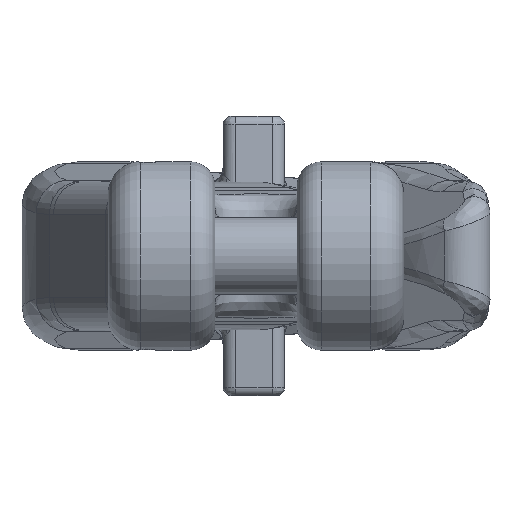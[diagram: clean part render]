
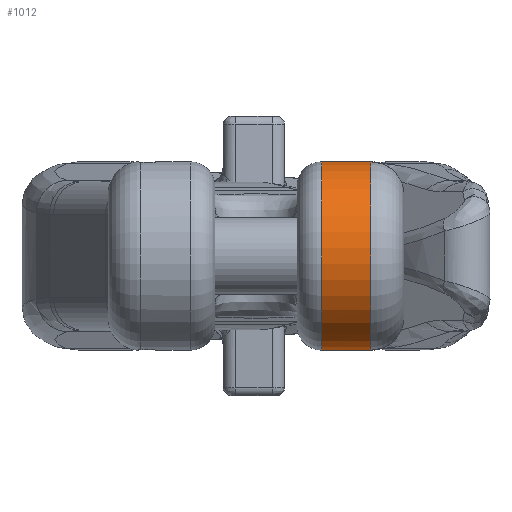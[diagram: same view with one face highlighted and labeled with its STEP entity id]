
A CAD part, left-side view. The second image highlights one B-rep face of the part: STEP entity #1012.
In plain terms, the highlighted cylindrical face has radius 11.5 mm (diameter 23 mm), a partial arc.
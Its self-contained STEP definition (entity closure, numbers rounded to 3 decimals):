
#442=CYLINDRICAL_SURFACE('',#7426,11.5);
#575=FACE_OUTER_BOUND('',#2644,.T.);
#1012=ADVANCED_FACE('',(#575),#442,.T.);
#1576=CIRCLE('',#7424,11.5);
#1577=CIRCLE('',#7425,11.5);
#1896=LINE('',#12047,#2239);
#1897=LINE('',#12051,#2240);
#2239=VECTOR('',#8090,1.);
#2240=VECTOR('',#8093,1.);
#2644=EDGE_LOOP('',(#3440,#3441,#3442,#3443,#3444,#3445));
#3440=ORIENTED_EDGE('',*,*,#6160,.T.);
#3441=ORIENTED_EDGE('',*,*,#6161,.T.);
#3442=ORIENTED_EDGE('',*,*,#6162,.T.);
#3443=ORIENTED_EDGE('',*,*,#6163,.T.);
#3444=ORIENTED_EDGE('',*,*,#6164,.T.);
#3445=ORIENTED_EDGE('',*,*,#6165,.T.);
#5496=VERTEX_POINT('',#12040);
#5497=VERTEX_POINT('',#12041);
#5498=VERTEX_POINT('',#12046);
#5499=VERTEX_POINT('',#12048);
#5500=VERTEX_POINT('',#12050);
#5501=VERTEX_POINT('',#12052);
#6160=EDGE_CURVE('',#5496,#5497,#1576,.T.);
#6161=EDGE_CURVE('',#5497,#5498,#7068,.T.);
#6162=EDGE_CURVE('',#5498,#5499,#1896,.T.);
#6163=EDGE_CURVE('',#5499,#5500,#1577,.T.);
#6164=EDGE_CURVE('',#5500,#5501,#1897,.T.);
#6165=EDGE_CURVE('',#5501,#5496,#7069,.T.);
#7068=B_SPLINE_CURVE_WITH_KNOTS('',3,(#12042,#12043,#12044,#12045),
 .UNSPECIFIED.,.F.,.F.,(4,4),(0.,1.),.UNSPECIFIED.);
#7069=B_SPLINE_CURVE_WITH_KNOTS('',3,(#12053,#12054,#12055,#12056),
 .UNSPECIFIED.,.F.,.F.,(4,4),(0.,1.),.UNSPECIFIED.);
#7424=AXIS2_PLACEMENT_3D('',#12039,#8088,#8089);
#7425=AXIS2_PLACEMENT_3D('',#12049,#8091,#8092);
#7426=AXIS2_PLACEMENT_3D('',#12057,#8094,#8095);
#8088=DIRECTION('',(0.,1.,0.));
#8089=DIRECTION('',(1.,0.,0.));
#8090=DIRECTION('',(0.,1.,0.));
#8091=DIRECTION('',(0.,-1.,0.));
#8092=DIRECTION('',(-1.,0.,0.));
#8093=DIRECTION('',(0.,-1.,0.));
#8094=DIRECTION('',(0.,-1.,0.));
#8095=DIRECTION('',(0.,0.,-1.));
#12039=CARTESIAN_POINT('',(-62.9,-14.,0.));
#12040=CARTESIAN_POINT('',(-63.943,-14.,-11.453));
#12041=CARTESIAN_POINT('',(-63.943,-14.,11.453));
#12042=CARTESIAN_POINT('',(-63.943,-14.,11.453));
#12043=CARTESIAN_POINT('',(-62.611,-13.431,11.574));
#12044=CARTESIAN_POINT('',(-61.283,-13.071,11.459));
#12045=CARTESIAN_POINT('',(-60.032,-12.921,11.137));
#12046=CARTESIAN_POINT('',(-60.032,-12.921,11.137));
#12047=CARTESIAN_POINT('',(-60.032,57.,11.137));
#12048=CARTESIAN_POINT('',(-60.032,-8.,11.137));
#12049=CARTESIAN_POINT('',(-62.9,-8.,0.));
#12050=CARTESIAN_POINT('',(-60.032,-8.,-11.137));
#12051=CARTESIAN_POINT('',(-60.032,57.,-11.137));
#12052=CARTESIAN_POINT('',(-60.032,-12.921,-11.137));
#12053=CARTESIAN_POINT('',(-60.032,-12.921,-11.137));
#12054=CARTESIAN_POINT('',(-61.283,-13.071,-11.459));
#12055=CARTESIAN_POINT('',(-62.611,-13.431,-11.574));
#12056=CARTESIAN_POINT('',(-63.943,-14.,-11.453));
#12057=CARTESIAN_POINT('',(-62.9,57.,0.));
